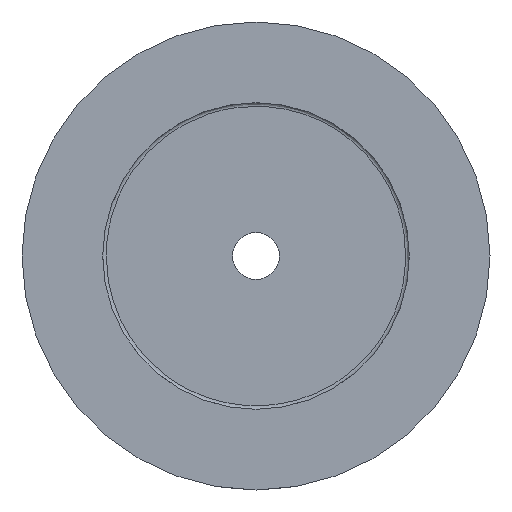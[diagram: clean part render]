
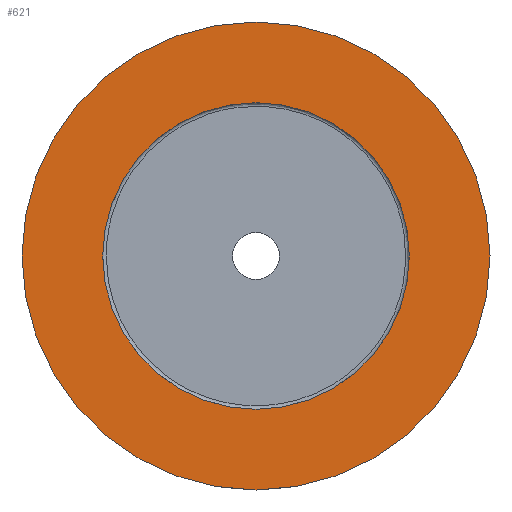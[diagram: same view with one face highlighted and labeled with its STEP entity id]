
A CAD part, left-side view. The second image highlights one B-rep face of the part: STEP entity #621.
In plain terms, the highlighted planar face has unit normal (-1, 0, 0).
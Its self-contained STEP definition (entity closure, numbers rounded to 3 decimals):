
#62 = CIRCLE ( 'NONE', #877, 20. ) ;
#101 = EDGE_CURVE ( 'NONE', #286, #286, #287, .T. ) ;
#109 = DIRECTION ( 'NONE',  ( 0., -1., 0. ) ) ;
#118 = DIRECTION ( 'NONE',  ( 0., 1., 0. ) ) ;
#120 = AXIS2_PLACEMENT_3D ( 'NONE', #181, #317, #118 ) ;
#138 = FACE_OUTER_BOUND ( 'NONE', #482, .T. ) ;
#181 = CARTESIAN_POINT ( 'NONE',  ( 0., 0., 0. ) ) ;
#189 = AXIS2_PLACEMENT_3D ( 'NONE', #565, #773, #109 ) ;
#208 = DIRECTION ( 'NONE',  ( 1., 0., 0. ) ) ;
#241 = ORIENTED_EDGE ( 'NONE', *, *, #101, .T. ) ;
#256 = FACE_BOUND ( 'NONE', #639, .T. ) ;
#279 = EDGE_CURVE ( 'NONE', #457, #457, #62, .T. ) ;
#286 = VERTEX_POINT ( 'NONE', #641 ) ;
#287 = CIRCLE ( 'NONE', #120, 13.1 ) ;
#317 = DIRECTION ( 'NONE',  ( 1., 0., 0. ) ) ;
#334 = CARTESIAN_POINT ( 'NONE',  ( 0., 0., 0. ) ) ;
#457 = VERTEX_POINT ( 'NONE', #707 ) ;
#482 = EDGE_LOOP ( 'NONE', ( #749 ) ) ;
#565 = CARTESIAN_POINT ( 'NONE',  ( 0., 20., 0. ) ) ;
#621 = ADVANCED_FACE ( 'NONE', ( #256, #138 ), #704, .T. ) ;
#639 = EDGE_LOOP ( 'NONE', ( #241 ) ) ;
#641 = CARTESIAN_POINT ( 'NONE',  ( 0., 13.1, 0. ) ) ;
#676 = DIRECTION ( 'NONE',  ( 0., 1., 0. ) ) ;
#704 = PLANE ( 'NONE',  #189 ) ;
#707 = CARTESIAN_POINT ( 'NONE',  ( 0., 20., 0. ) ) ;
#749 = ORIENTED_EDGE ( 'NONE', *, *, #279, .F. ) ;
#773 = DIRECTION ( 'NONE',  ( -1., 0., 0. ) ) ;
#877 = AXIS2_PLACEMENT_3D ( 'NONE', #334, #208, #676 ) ;
